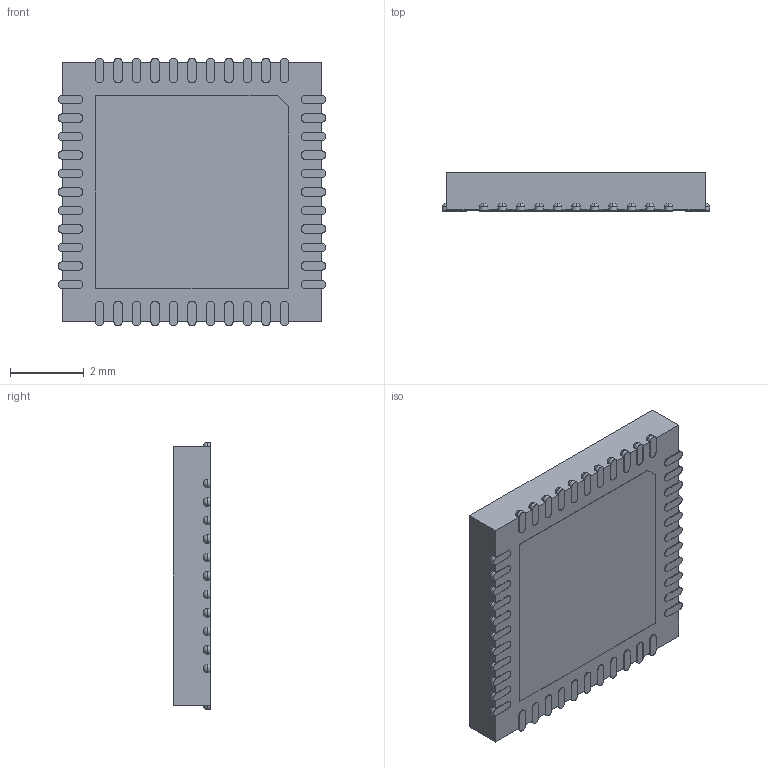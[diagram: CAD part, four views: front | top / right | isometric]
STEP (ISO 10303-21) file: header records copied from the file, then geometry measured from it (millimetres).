
FILE_DESCRIPTION (( 'STEP AP203' ), '1' );
FILE_NAME ('atmega32U4.step', '2019-10-07T21:24:06', ( '' ), ( '' ), 'SwSTEP 2.0', 'SolidWorks 2017', '' );
FILE_SCHEMA (( 'CONFIG_CONTROL_DESIGN' ));
Length unit declared in the file: millimetre
Products named in the file (1): atmega32U4
Bounding box: 7.23 x 1.02 x 7.23 mm (x, y, z)
Volume: 49.8 mm3; surface area: 131 mm2
Topology: 1 solids, 1 shells, 1164 faces, 3267 edges, 2145 vertices
Faces by surface type: plane 762, bspline 216, cylinder 120, torus 66
Entity records: 40519 total; most frequent: CARTESIAN_POINT 11545, ORIENTED_EDGE 6534, DIRECTION 5160, EDGE_CURVE 3267, VECTOR 2408, LINE 2408, VERTEX_POINT 2145, AXIS2_PLACEMENT_3D 1376
